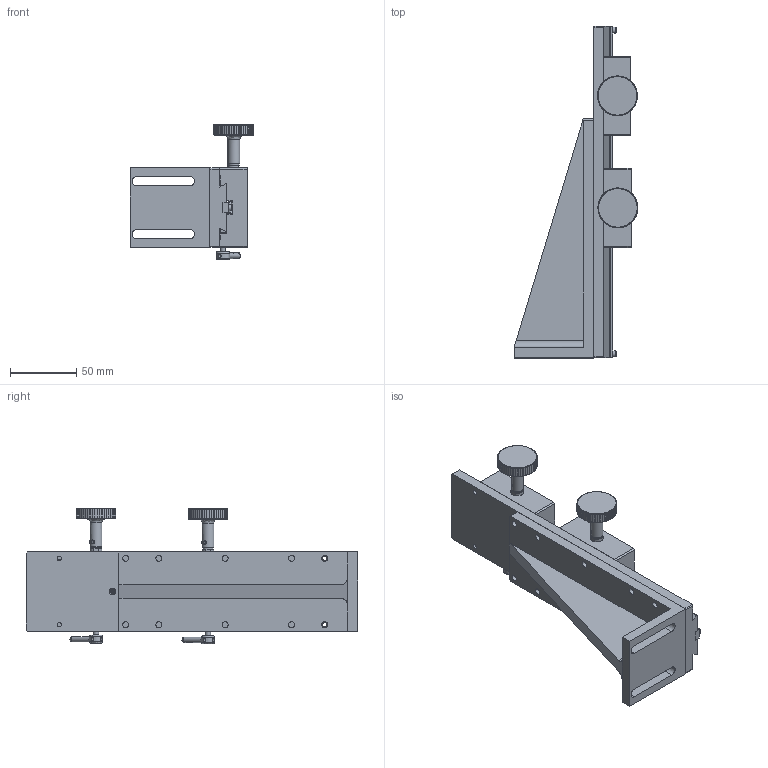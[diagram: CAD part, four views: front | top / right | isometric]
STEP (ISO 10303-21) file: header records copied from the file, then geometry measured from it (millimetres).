
FILE_DESCRIPTION (( 'STEP AP214' ), '1' );
FILE_NAME ('528775.STEP', '2024-10-15T02:04:55', ( 'Windows User' ), ( 'P R C' ), 'SwSTEP 2.0', 'SolidWorks 2020', '' );
FILE_SCHEMA (( 'AUTOMOTIVE_DESIGN' ));
Length unit declared in the file: millimetre
Products named in the file (1): 528775
Bounding box: 93.1 x 250 x 102.26 mm (x, y, z)
Volume: 450492.2 mm3; surface area: 143226 mm2
Topology: 41 solids, 41 shells, 1774 faces, 4114 edges, 2435 vertices
Faces by surface type: plane 786, cone 521, cylinder 389, bspline 78
Full cylindrical faces by diameter (mm): 2.05 x5, 2.5 x26, 2.9 x5, 3 x18, 3.3 x28, 4 x10, 4.1 x4, 4.5 x16, 5 x15, 6 x6, 7.4 x2, 8 x8, 9 x6, 10 x4
Entity records: 233245 total; most frequent: CARTESIAN_POINT 181316, ORIENTED_EDGE 7356, DIRECTION 7239, EDGE_CURVE 3678, AXIS2_PLACEMENT_3D 2968, VERTEX_POINT 2293, EDGE_LOOP 2213, FACE_OUTER_BOUND 1937
